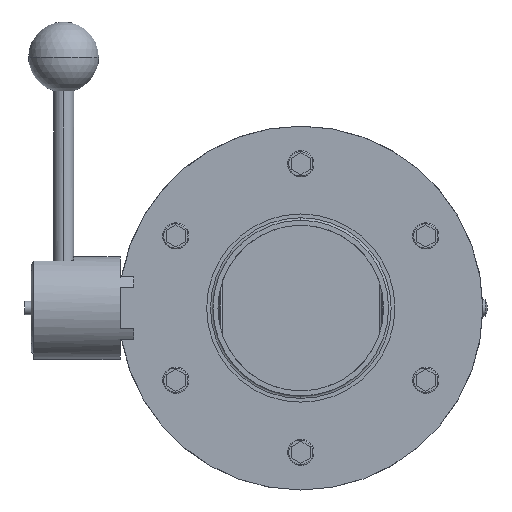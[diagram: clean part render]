
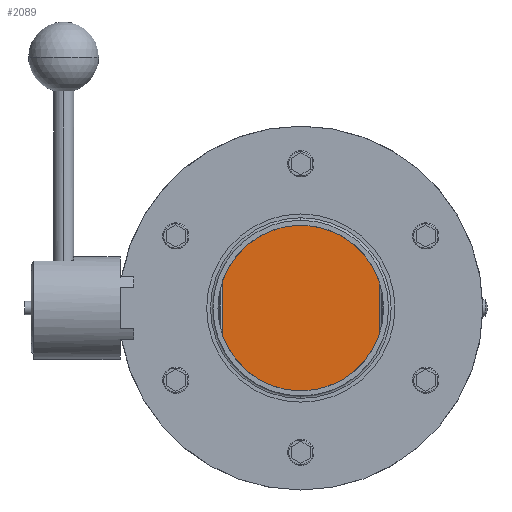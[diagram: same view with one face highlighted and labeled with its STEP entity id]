
A CAD part, left-side view. The second image highlights one B-rep face of the part: STEP entity #2089.
In plain terms, the highlighted planar face has unit normal (-1, 0, 0).
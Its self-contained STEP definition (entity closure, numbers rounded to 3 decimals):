
#2 = VECTOR ( 'NONE', #3063, 1000. ) ;
#184 = CIRCLE ( 'NONE', #3294, 32.99 ) ;
#512 = VECTOR ( 'NONE', #3298, 1000. ) ;
#710 = ORIENTED_EDGE ( 'NONE', *, *, #4851, .T. ) ;
#817 = EDGE_CURVE ( 'NONE', #6841, #1421, #184, .T. ) ;
#833 = DIRECTION ( 'NONE',  ( 1., 0., 0. ) ) ;
#1382 = CARTESIAN_POINT ( 'NONE',  ( -0.8, 0., 0. ) ) ;
#1421 = VERTEX_POINT ( 'NONE', #7580 ) ;
#1430 = DIRECTION ( 'NONE',  ( 1., 0., 0. ) ) ;
#1460 = LINE ( 'NONE', #6346, #512 ) ;
#1630 = AXIS2_PLACEMENT_3D ( 'NONE', #1994, #3753, #3291 ) ;
#1994 = CARTESIAN_POINT ( 'NONE',  ( -0.8, 31.202, -72.5 ) ) ;
#2089 = ADVANCED_FACE ( 'NONE', ( #7479 ), #4351, .F. ) ;
#2959 = CARTESIAN_POINT ( 'NONE',  ( -0.8, -31.202, -10.713 ) ) ;
#3063 = DIRECTION ( 'NONE',  ( 0., 0., 1. ) ) ;
#3260 = ORIENTED_EDGE ( 'NONE', *, *, #817, .F. ) ;
#3291 = DIRECTION ( 'NONE',  ( 0., 1., 0. ) ) ;
#3294 = AXIS2_PLACEMENT_3D ( 'NONE', #1382, #833, #6276 ) ;
#3298 = DIRECTION ( 'NONE',  ( 0., 0., 1. ) ) ;
#3351 = DIRECTION ( 'NONE',  ( 0., 1., 0. ) ) ;
#3503 = AXIS2_PLACEMENT_3D ( 'NONE', #6923, #1430, #3351 ) ;
#3753 = DIRECTION ( 'NONE',  ( 1., 0., 0. ) ) ;
#4351 = PLANE ( 'NONE',  #1630 ) ;
#4538 = VERTEX_POINT ( 'NONE', #6408 ) ;
#4697 = EDGE_CURVE ( 'NONE', #1421, #7345, #6707, .T. ) ;
#4851 = EDGE_CURVE ( 'NONE', #6841, #4538, #1460, .T. ) ;
#4962 = CARTESIAN_POINT ( 'NONE',  ( -0.8, 31.202, 10.713 ) ) ;
#5043 = CARTESIAN_POINT ( 'NONE',  ( -0.8, 31.202, -72.5 ) ) ;
#5574 = CIRCLE ( 'NONE', #3503, 32.99 ) ;
#6189 = EDGE_CURVE ( 'NONE', #7345, #4538, #5574, .T. ) ;
#6276 = DIRECTION ( 'NONE',  ( 0., 1., 0. ) ) ;
#6346 = CARTESIAN_POINT ( 'NONE',  ( -0.8, -31.202, -72.5 ) ) ;
#6408 = CARTESIAN_POINT ( 'NONE',  ( -0.8, -31.202, 10.713 ) ) ;
#6707 = LINE ( 'NONE', #5043, #2 ) ;
#6841 = VERTEX_POINT ( 'NONE', #2959 ) ;
#6886 = ORIENTED_EDGE ( 'NONE', *, *, #4697, .F. ) ;
#6923 = CARTESIAN_POINT ( 'NONE',  ( -0.8, 0., 0. ) ) ;
#7345 = VERTEX_POINT ( 'NONE', #4962 ) ;
#7346 = EDGE_LOOP ( 'NONE', ( #6886, #3260, #710, #7614 ) ) ;
#7479 = FACE_OUTER_BOUND ( 'NONE', #7346, .T. ) ;
#7580 = CARTESIAN_POINT ( 'NONE',  ( -0.8, 31.202, -10.713 ) ) ;
#7614 = ORIENTED_EDGE ( 'NONE', *, *, #6189, .F. ) ;
